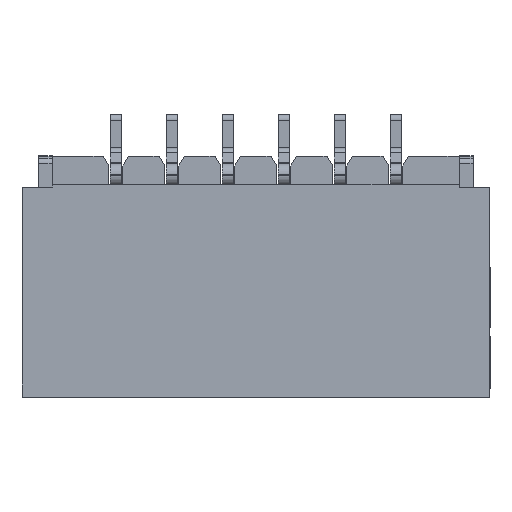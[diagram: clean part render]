
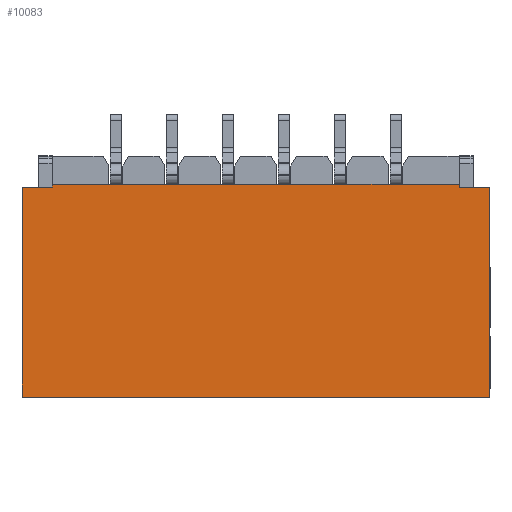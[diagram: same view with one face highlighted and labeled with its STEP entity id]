
A CAD part, top view. The second image highlights one B-rep face of the part: STEP entity #10083.
In plain terms, the highlighted planar face has unit normal (0, 0, 1).
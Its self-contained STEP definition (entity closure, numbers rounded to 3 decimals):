
#590=FACE_OUTER_BOUND('',#1139,.T.);
#1139=EDGE_LOOP('',(#6747,#6748,#6749,#6750,#6751,#6752,#6753,#6754));
#1740=LINE('',#13891,#2861);
#1849=LINE('',#14404,#2970);
#1911=LINE('',#14537,#3032);
#1912=LINE('',#14539,#3033);
#1913=LINE('',#14541,#3034);
#1914=LINE('',#14543,#3035);
#1915=LINE('',#14545,#3036);
#1916=LINE('',#14546,#3037);
#2861=VECTOR('',#11481,1.);
#2970=VECTOR('',#11662,1.);
#3032=VECTOR('',#11754,1.);
#3033=VECTOR('',#11755,1.);
#3034=VECTOR('',#11756,1.);
#3035=VECTOR('',#11757,1.);
#3036=VECTOR('',#11758,1.);
#3037=VECTOR('',#11759,1.);
#3966=VERTEX_POINT('',#13888);
#3967=VERTEX_POINT('',#13890);
#4151=VERTEX_POINT('',#14402);
#4207=VERTEX_POINT('',#14536);
#4208=VERTEX_POINT('',#14538);
#4209=VERTEX_POINT('',#14540);
#4210=VERTEX_POINT('',#14542);
#4211=VERTEX_POINT('',#14544);
#4944=EDGE_CURVE('',#3967,#3966,#1740,.T.);
#5131=EDGE_CURVE('',#4151,#3966,#1849,.T.);
#5193=EDGE_CURVE('',#4151,#4207,#1911,.T.);
#5194=EDGE_CURVE('',#4208,#4207,#1912,.T.);
#5195=EDGE_CURVE('',#4209,#4208,#1913,.T.);
#5196=EDGE_CURVE('',#4209,#4210,#1914,.T.);
#5197=EDGE_CURVE('',#4211,#4210,#1915,.T.);
#5198=EDGE_CURVE('',#3967,#4211,#1916,.T.);
#6747=ORIENTED_EDGE('',*,*,#5193,.T.);
#6748=ORIENTED_EDGE('',*,*,#5194,.F.);
#6749=ORIENTED_EDGE('',*,*,#5195,.F.);
#6750=ORIENTED_EDGE('',*,*,#5196,.T.);
#6751=ORIENTED_EDGE('',*,*,#5197,.F.);
#6752=ORIENTED_EDGE('',*,*,#5198,.F.);
#6753=ORIENTED_EDGE('',*,*,#4944,.T.);
#6754=ORIENTED_EDGE('',*,*,#5131,.F.);
#9148=PLANE('',#10721);
#10083=ADVANCED_FACE('',(#590),#9148,.F.);
#10721=AXIS2_PLACEMENT_3D('',#14535,#11752,#11753);
#11481=DIRECTION('',(0.,1.,0.));
#11662=DIRECTION('',(1.,0.,0.));
#11752=DIRECTION('center_axis',(0.,0.,-1.));
#11753=DIRECTION('ref_axis',(0.,1.,0.));
#11754=DIRECTION('',(0.,1.,0.));
#11755=DIRECTION('',(1.,0.,0.));
#11756=DIRECTION('',(0.,1.,0.));
#11757=DIRECTION('',(-1.,0.,0.));
#11758=DIRECTION('',(0.,1.,0.));
#11759=DIRECTION('',(-1.,0.,0.));
#13888=CARTESIAN_POINT('',(4.17,0.869,3.14));
#13890=CARTESIAN_POINT('',(4.17,-2.881,3.14));
#13891=CARTESIAN_POINT('',(4.17,-2.881,3.14));
#14402=CARTESIAN_POINT('',(3.63,0.869,3.14));
#14404=CARTESIAN_POINT('',(3.63,0.869,3.14));
#14535=CARTESIAN_POINT('Origin',(-4.18,-2.881,3.14));
#14536=CARTESIAN_POINT('',(3.63,0.919,3.14));
#14537=CARTESIAN_POINT('',(3.63,0.869,3.14));
#14538=CARTESIAN_POINT('',(-3.64,0.919,3.14));
#14539=CARTESIAN_POINT('',(0.37,0.919,3.14));
#14540=CARTESIAN_POINT('',(-3.64,0.869,3.14));
#14541=CARTESIAN_POINT('',(-3.64,0.869,3.14));
#14542=CARTESIAN_POINT('',(-4.18,0.869,3.14));
#14543=CARTESIAN_POINT('',(-3.64,0.869,3.14));
#14544=CARTESIAN_POINT('',(-4.18,-2.881,3.14));
#14545=CARTESIAN_POINT('',(-4.18,-2.881,3.14));
#14546=CARTESIAN_POINT('',(-4.18,-2.881,3.14));
